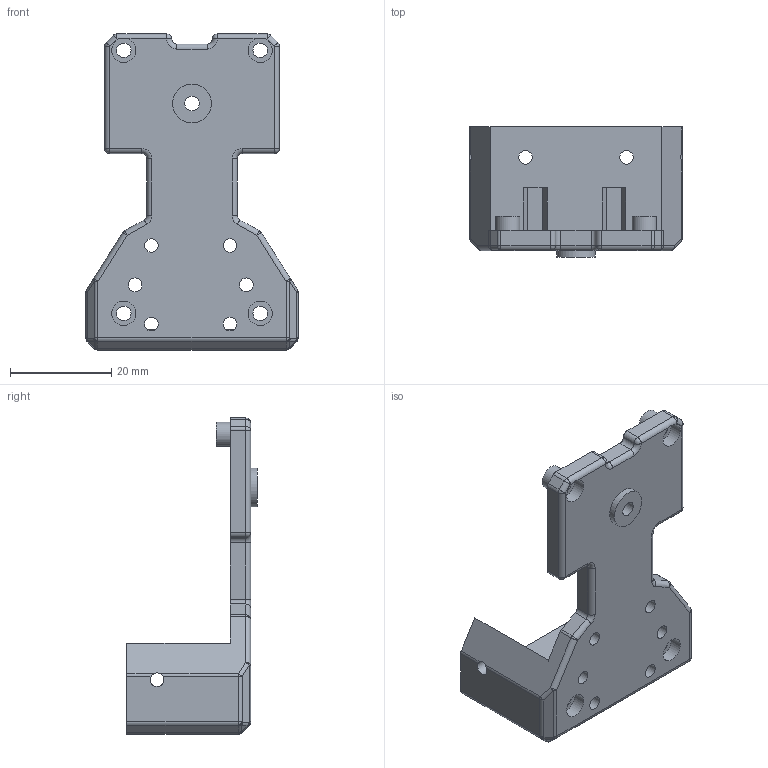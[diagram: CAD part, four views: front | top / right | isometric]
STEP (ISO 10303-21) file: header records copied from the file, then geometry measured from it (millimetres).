
FILE_DESCRIPTION(/* description */ ('STEP AP242','CAx-IF Rec.Pracs.---Representation and Presentation of Product Manufacturing Information (PMI)---4.0---2014-10-13','CAx-IF Rec.Pracs.---3D Tessellated Geometry---0.4---2014-09-14','2;1'),/* implementation_level */ '2;1');
FILE_NAME(/* name */ '66b1de6a00147d2c44dcfb05',/* time_stamp */ '2024-08-06T08:27:23Z',/* author */ (''),/* organization */ (''),/* preprocessor_version */ 'ST-DEVELOPER v20',/* originating_system */ ' ',/* authorisation */ ' ');
FILE_SCHEMA (('AP242_MANAGED_MODEL_BASED_3D_ENGINEERING_MIM_LF { 1 0 10303 442 1 1 4 }'));
Length unit declared in the file: metre
Products named in the file (1): knee_connector
Bounding box: 42 x 25.8 x 62.5 mm (x, y, z)
Volume: 12228.3 mm3; surface area: 8464.8 mm2
Topology: 1 solids, 1 shells, 204 faces, 523 edges, 305 vertices
Faces by surface type: plane 89, cylinder 83, sphere 26, torus 6
Full cylindrical faces by diameter (mm): 2.7 x10, 2.9 x5, 4.8 x8, 7.7 x1
Entity records: 5774 total; most frequent: DIRECTION 1036, CARTESIAN_POINT 977, ORIENTED_EDGE 920, EDGE_CURVE 460, AXIS2_PLACEMENT_3D 377, VERTEX_POINT 292, LINE 282, VECTOR 282
